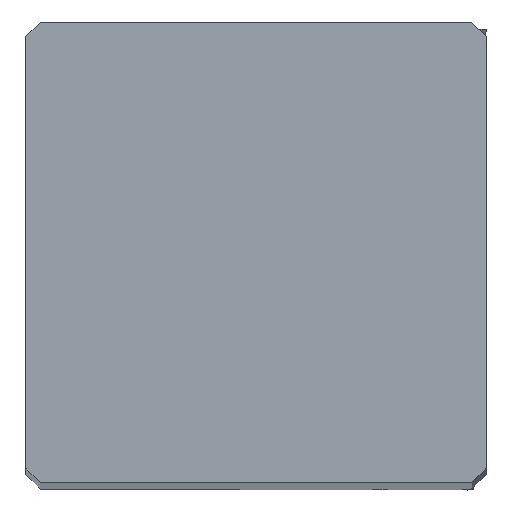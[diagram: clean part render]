
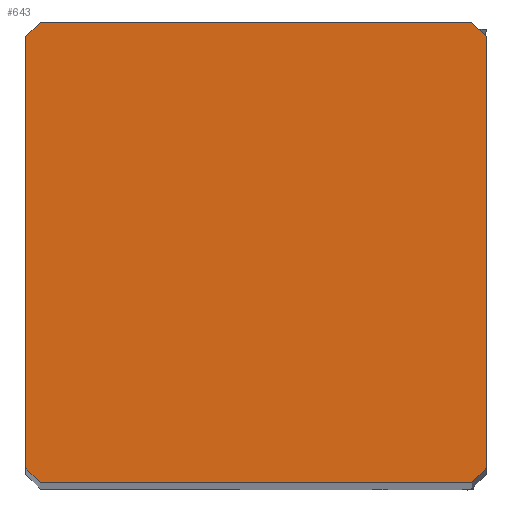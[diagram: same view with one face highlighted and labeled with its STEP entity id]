
A CAD part, top view. The second image highlights one B-rep face of the part: STEP entity #643.
In plain terms, the highlighted planar face has unit normal (0, 0, 1).
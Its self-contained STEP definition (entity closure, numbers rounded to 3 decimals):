
#560=FACE_OUTER_BOUND('',#777,.T.);
#643=ADVANCED_FACE('',(#560),#710,.T.);
#710=PLANE('',#2275);
#777=EDGE_LOOP('',(#1024,#1025,#1026,#1027,#1028,#1029,#1030,#1031));
#1024=ORIENTED_EDGE('',*,*,#1545,.T.);
#1025=ORIENTED_EDGE('',*,*,#1546,.F.);
#1026=ORIENTED_EDGE('',*,*,#1475,.F.);
#1027=ORIENTED_EDGE('',*,*,#1540,.F.);
#1028=ORIENTED_EDGE('',*,*,#1544,.T.);
#1029=ORIENTED_EDGE('',*,*,#1547,.F.);
#1030=ORIENTED_EDGE('',*,*,#1548,.F.);
#1031=ORIENTED_EDGE('',*,*,#1549,.F.);
#1312=VERTEX_POINT('',#2983);
#1313=VERTEX_POINT('',#2985);
#1361=VERTEX_POINT('',#3179);
#1363=VERTEX_POINT('',#3185);
#1364=VERTEX_POINT('',#3189);
#1365=VERTEX_POINT('',#3190);
#1366=VERTEX_POINT('',#3193);
#1367=VERTEX_POINT('',#3195);
#1475=EDGE_CURVE('',#1312,#1313,#1833,.T.);
#1540=EDGE_CURVE('',#1361,#1312,#1872,.T.);
#1544=EDGE_CURVE('',#1361,#1363,#1876,.T.);
#1545=EDGE_CURVE('',#1364,#1365,#1877,.T.);
#1546=EDGE_CURVE('',#1313,#1365,#1878,.T.);
#1547=EDGE_CURVE('',#1366,#1363,#1879,.T.);
#1548=EDGE_CURVE('',#1367,#1366,#1880,.T.);
#1549=EDGE_CURVE('',#1364,#1367,#1881,.T.);
#1833=LINE('',#2984,#1958);
#1872=LINE('',#3178,#1997);
#1876=LINE('',#3186,#2001);
#1877=LINE('',#3188,#2002);
#1878=LINE('',#3191,#2003);
#1879=LINE('',#3192,#2004);
#1880=LINE('',#3194,#2005);
#1881=LINE('',#3196,#2006);
#1958=VECTOR('',#2504,1.);
#1997=VECTOR('',#2619,1.);
#2001=VECTOR('',#2625,1.);
#2002=VECTOR('',#2628,1.);
#2003=VECTOR('',#2629,1.);
#2004=VECTOR('',#2630,1.);
#2005=VECTOR('',#2631,1.);
#2006=VECTOR('',#2632,1.);
#2275=AXIS2_PLACEMENT_3D('',#3197,#2633,#2634);
#2504=DIRECTION('',(-1.,0.,0.));
#2619=DIRECTION('',(-0.707,-0.707,0.));
#2625=DIRECTION('',(0.,1.,0.));
#2628=DIRECTION('',(0.,-1.,0.));
#2629=DIRECTION('',(-0.707,0.707,0.));
#2630=DIRECTION('',(0.707,-0.707,0.));
#2631=DIRECTION('',(1.,0.,0.));
#2632=DIRECTION('',(0.707,0.707,0.));
#2633=DIRECTION('',(0.,0.,1.));
#2634=DIRECTION('',(-1.,0.,0.));
#2983=CARTESIAN_POINT('',(15.375,0.,0.));
#2984=CARTESIAN_POINT('',(15.375,0.,0.));
#2985=CARTESIAN_POINT('',(0.5,0.,0.));
#3178=CARTESIAN_POINT('',(15.875,0.5,0.));
#3179=CARTESIAN_POINT('',(15.875,0.5,0.));
#3185=CARTESIAN_POINT('',(15.875,15.375,0.));
#3186=CARTESIAN_POINT('',(15.875,0.5,0.));
#3188=CARTESIAN_POINT('',(0.,15.375,0.));
#3189=CARTESIAN_POINT('',(0.,15.375,0.));
#3190=CARTESIAN_POINT('',(0.,0.5,0.));
#3191=CARTESIAN_POINT('',(0.5,0.,0.));
#3192=CARTESIAN_POINT('',(15.375,15.875,0.));
#3193=CARTESIAN_POINT('',(15.375,15.875,0.));
#3194=CARTESIAN_POINT('',(0.5,15.875,0.));
#3195=CARTESIAN_POINT('',(0.5,15.875,0.));
#3196=CARTESIAN_POINT('',(0.,15.375,0.));
#3197=CARTESIAN_POINT('',(7.938,7.938,0.));
